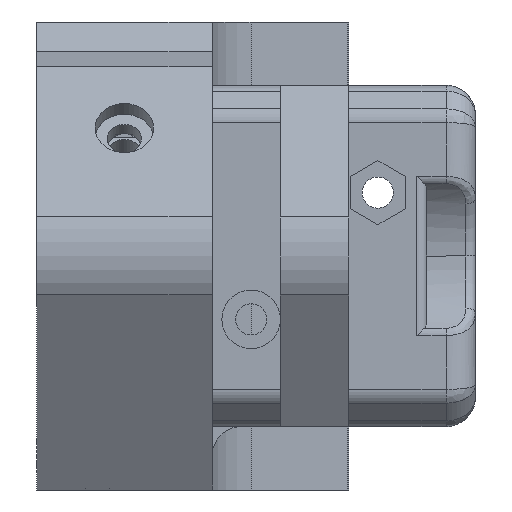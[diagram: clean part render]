
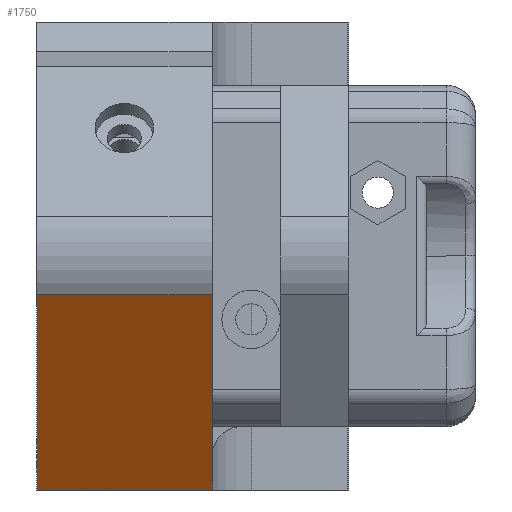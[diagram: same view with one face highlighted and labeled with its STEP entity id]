
A CAD part, left-side view. The second image highlights one B-rep face of the part: STEP entity #1750.
In plain terms, the highlighted planar face has unit normal (-0.838, 0, -0.546).
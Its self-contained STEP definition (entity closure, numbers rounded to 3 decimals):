
#92=CARTESIAN_POINT('Axis2P3D Location',(-17.5,0.,-24.)) ;
#1666=CARTESIAN_POINT('Vertex',(-17.5,0.,-24.)) ;
#1669=CARTESIAN_POINT('Line Origine',(-17.5,9.,-24.)) ;
#1673=CARTESIAN_POINT('Vertex',(-17.5,18.,-24.)) ;
#1725=CARTESIAN_POINT('Line Origine',(-24.014,0.,-14.)) ;
#1729=CARTESIAN_POINT('Vertex',(-30.528,0.,-4.)) ;
#1732=CARTESIAN_POINT('Line Origine',(-30.528,9.,-4.)) ;
#1736=CARTESIAN_POINT('Vertex',(-30.528,18.,-4.)) ;
#1739=CARTESIAN_POINT('Line Origine',(-24.014,18.,-14.)) ;
#93=DIRECTION('Axis2P3D Direction',(-0.838,0.,-0.546)) ;
#94=DIRECTION('Axis2P3D XDirection',(-0.546,0.,0.838)) ;
#1670=DIRECTION('Vector Direction',(0.,1.,0.)) ;
#1726=DIRECTION('Vector Direction',(-0.546,0.,0.838)) ;
#1733=DIRECTION('Vector Direction',(0.,1.,0.)) ;
#1740=DIRECTION('Vector Direction',(-0.546,0.,0.838)) ;
#95=AXIS2_PLACEMENT_3D('Plane Axis2P3D',#92,#93,#94) ;
#1745=ORIENTED_EDGE('',*,*,#1675,.F.) ;
#1746=ORIENTED_EDGE('',*,*,#1731,.T.) ;
#1747=ORIENTED_EDGE('',*,*,#1738,.T.) ;
#1748=ORIENTED_EDGE('',*,*,#1743,.F.) ;
#1671=VECTOR('Line Direction',#1670,1.) ;
#1727=VECTOR('Line Direction',#1726,1.) ;
#1734=VECTOR('Line Direction',#1733,1.) ;
#1741=VECTOR('Line Direction',#1740,1.) ;
#1750=ADVANCED_FACE('Corps principal',(#1749),#96,.T.) ;
#1675=EDGE_CURVE('',#1667,#1674,#1672,.T.) ;
#1731=EDGE_CURVE('',#1667,#1730,#1728,.T.) ;
#1738=EDGE_CURVE('',#1730,#1737,#1735,.T.) ;
#1743=EDGE_CURVE('',#1674,#1737,#1742,.T.) ;
#1744=EDGE_LOOP('',(#1745,#1746,#1747,#1748)) ;
#1749=FACE_OUTER_BOUND('',#1744,.T.) ;
#1672=LINE('Line',#1669,#1671) ;
#1728=LINE('Line',#1725,#1727) ;
#1735=LINE('Line',#1732,#1734) ;
#1742=LINE('Line',#1739,#1741) ;
#96=PLANE('',#95) ;
#1667=VERTEX_POINT('',#1666) ;
#1674=VERTEX_POINT('',#1673) ;
#1730=VERTEX_POINT('',#1729) ;
#1737=VERTEX_POINT('',#1736) ;
